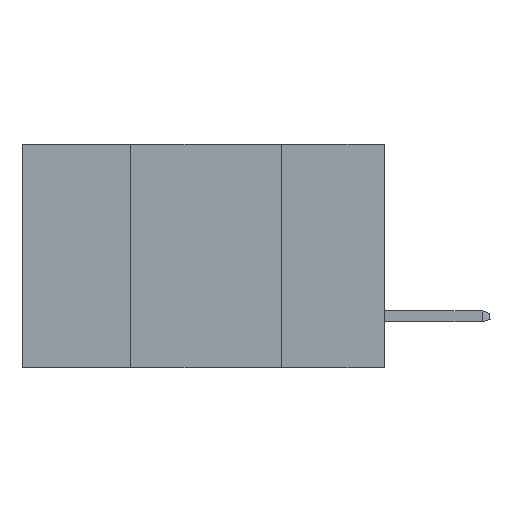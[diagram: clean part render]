
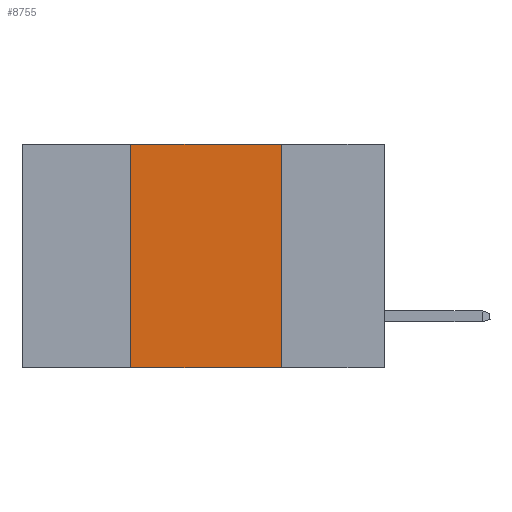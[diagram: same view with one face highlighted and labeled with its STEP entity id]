
A CAD part, left-side view. The second image highlights one B-rep face of the part: STEP entity #8755.
In plain terms, the highlighted planar face has unit normal (-1, 0, 0).
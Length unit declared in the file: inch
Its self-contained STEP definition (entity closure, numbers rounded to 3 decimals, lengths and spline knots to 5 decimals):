
#452 = CARTESIAN_POINT ( 'NONE',  ( 0., 0.42, 0. ) ) ;
#755 = VERTEX_POINT ( 'NONE', #7601 ) ;
#841 = ORIENTED_EDGE ( 'NONE', *, *, #3688, .F. ) ;
#912 = VECTOR ( 'NONE', #4874, 39.37008 ) ;
#985 = EDGE_LOOP ( 'NONE', ( #1390, #841, #5708, #7649 ) ) ;
#1016 = DIRECTION ( 'NONE',  ( 0., -1., 0. ) ) ;
#1167 = LINE ( 'NONE', #5594, #3300 ) ;
#1390 = ORIENTED_EDGE ( 'NONE', *, *, #8696, .F. ) ;
#1473 = EDGE_CURVE ( 'NONE', #3553, #3492, #6751, .T. ) ;
#2258 = AXIS2_PLACEMENT_3D ( 'NONE', #4810, #7612, #3900 ) ;
#2496 = CARTESIAN_POINT ( 'NONE',  ( 0., 0.6, 0. ) ) ;
#3300 = VECTOR ( 'NONE', #7895, 39.37008 ) ;
#3305 = VECTOR ( 'NONE', #5718, 39.37008 ) ;
#3492 = VERTEX_POINT ( 'NONE', #4563 ) ;
#3553 = VERTEX_POINT ( 'NONE', #6769 ) ;
#3688 = EDGE_CURVE ( 'NONE', #6452, #755, #8699, .T. ) ;
#3900 = DIRECTION ( 'NONE',  ( 0., 0., -1. ) ) ;
#4225 = CARTESIAN_POINT ( 'NONE',  ( 0., 0.42, 0. ) ) ;
#4478 = VECTOR ( 'NONE', #1016, 39.37008 ) ;
#4563 = CARTESIAN_POINT ( 'NONE',  ( 0., 0.17, -0.37 ) ) ;
#4810 = CARTESIAN_POINT ( 'NONE',  ( 0., 0.6, 0. ) ) ;
#4874 = DIRECTION ( 'NONE',  ( 0., -1., 0. ) ) ;
#5594 = CARTESIAN_POINT ( 'NONE',  ( 0., 0.17, 0. ) ) ;
#5708 = ORIENTED_EDGE ( 'NONE', *, *, #8322, .F. ) ;
#5718 = DIRECTION ( 'NONE',  ( 0., 0., 1. ) ) ;
#6452 = VERTEX_POINT ( 'NONE', #452 ) ;
#6751 = LINE ( 'NONE', #6815, #4478 ) ;
#6769 = CARTESIAN_POINT ( 'NONE',  ( 0., 0.42, -0.37 ) ) ;
#6815 = CARTESIAN_POINT ( 'NONE',  ( 0., 0.6, -0.37 ) ) ;
#7601 = CARTESIAN_POINT ( 'NONE',  ( 0., 0.17, 0. ) ) ;
#7612 = DIRECTION ( 'NONE',  ( 1., 0., 0. ) ) ;
#7649 = ORIENTED_EDGE ( 'NONE', *, *, #1473, .T. ) ;
#7895 = DIRECTION ( 'NONE',  ( 0., 0., -1. ) ) ;
#8190 = FACE_OUTER_BOUND ( 'NONE', #985, .T. ) ;
#8322 = EDGE_CURVE ( 'NONE', #3553, #6452, #8881, .T. ) ;
#8696 = EDGE_CURVE ( 'NONE', #755, #3492, #1167, .T. ) ;
#8699 = LINE ( 'NONE', #2496, #912 ) ;
#8755 = ADVANCED_FACE ( 'NONE', ( #8190 ), #9215, .F. ) ;
#8881 = LINE ( 'NONE', #4225, #3305 ) ;
#9215 = PLANE ( 'NONE',  #2258 ) ;
